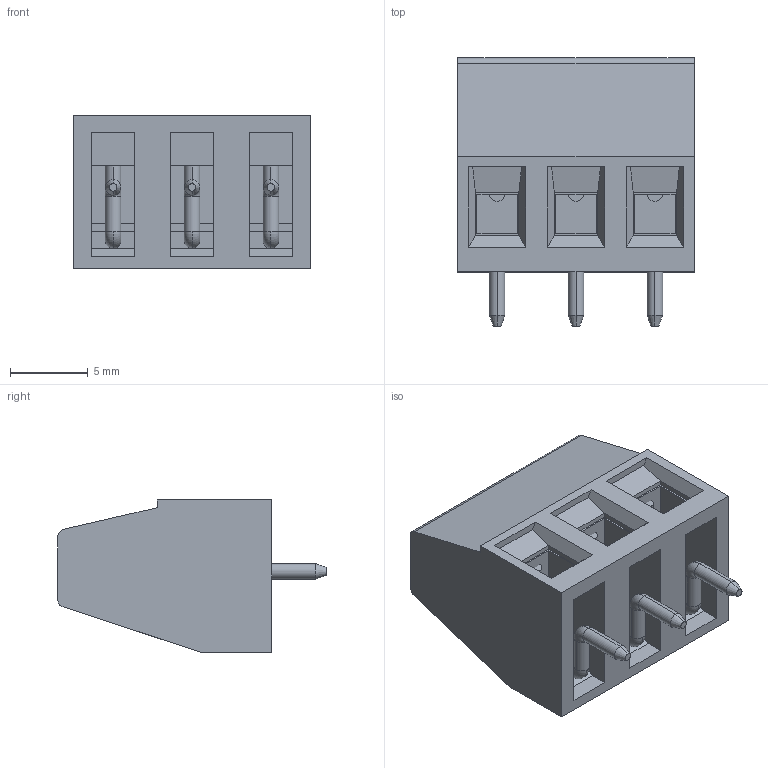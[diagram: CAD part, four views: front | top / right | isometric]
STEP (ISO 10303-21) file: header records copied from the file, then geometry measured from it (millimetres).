
FILE_DESCRIPTION (( 'STEP AP214' ), '1' );
FILE_NAME ('1715734.STEP', '2018-10-04T13:35:12', ( '' ), ( '' ), 'SwSTEP 2.0', 'SolidWorks 2017', '' );
FILE_SCHEMA (( 'AUTOMOTIVE_DESIGN' ));
Length unit declared in the file: millimetre
Products named in the file (1): 1715734
Bounding box: 15.24 x 17.3 x 9.8 mm (x, y, z)
Volume: 1051.8 mm3; surface area: 2018.6 mm2
Topology: 10 solids, 10 shells, 224 faces, 546 edges, 339 vertices
Faces by surface type: plane 135, cylinder 44, torus 27, cone 18
Entity records: 6659 total; most frequent: CARTESIAN_POINT 1170, DIRECTION 1138, ORIENTED_EDGE 1092, EDGE_CURVE 546, VECTOR 380, LINE 380, AXIS2_PLACEMENT_3D 379, VERTEX_POINT 339
